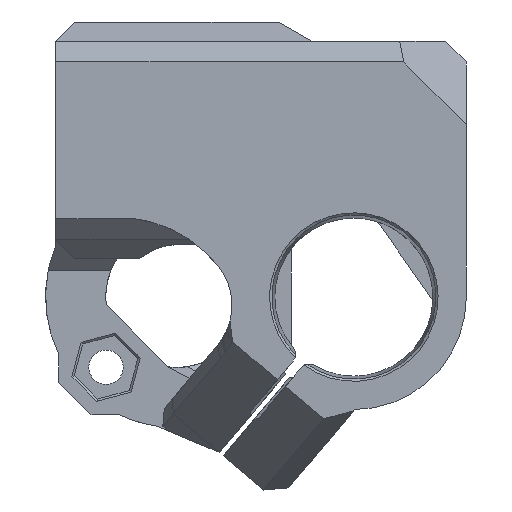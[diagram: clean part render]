
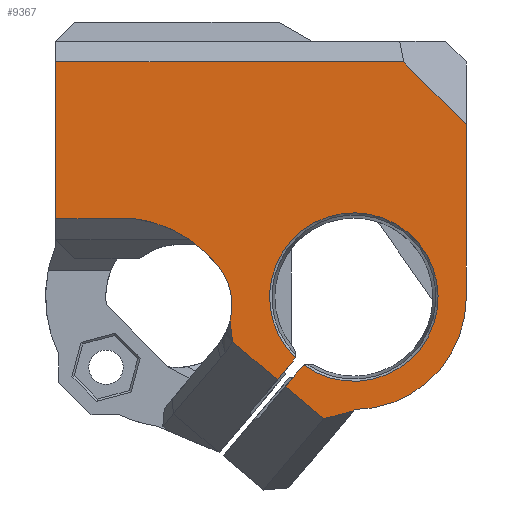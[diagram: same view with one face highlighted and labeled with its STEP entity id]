
A CAD part, front view. The second image highlights one B-rep face of the part: STEP entity #9367.
In plain terms, the highlighted planar face has unit normal (0, -1, 0).
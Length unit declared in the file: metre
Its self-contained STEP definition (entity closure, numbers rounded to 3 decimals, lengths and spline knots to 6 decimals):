
#269=CIRCLE('',#9718,0.010765);
#280=CIRCLE('',#9799,0.006);
#291=CIRCLE('',#9876,0.001);
#293=CIRCLE('',#9879,0.008065);
#300=CIRCLE('',#9891,0.001);
#312=CIRCLE('',#9984,0.012327);
#423=LINE('',#12750,#1411);
#487=LINE('',#12927,#1475);
#539=LINE('',#13059,#1527);
#701=LINE('',#13564,#1689);
#708=LINE('',#13576,#1696);
#713=LINE('',#13586,#1701);
#715=LINE('',#13591,#1703);
#941=LINE('',#14282,#1929);
#947=LINE('',#14293,#1935);
#948=LINE('',#14296,#1936);
#949=LINE('',#14298,#1937);
#1411=VECTOR('',#10278,1.);
#1475=VECTOR('',#10422,1.);
#1527=VECTOR('',#10518,1.);
#1689=VECTOR('',#10860,1.);
#1696=VECTOR('',#10873,1.);
#1701=VECTOR('',#10884,1.);
#1703=VECTOR('',#10888,1.);
#1929=VECTOR('',#11506,1.);
#1935=VECTOR('',#11516,1.);
#1936=VECTOR('',#11521,1.);
#1937=VECTOR('',#11524,1.);
#3825=ORIENTED_EDGE('',*,*,#5917,.T.);
#3826=ORIENTED_EDGE('',*,*,#5255,.T.);
#3827=ORIENTED_EDGE('',*,*,#5916,.T.);
#3828=ORIENTED_EDGE('',*,*,#5866,.F.);
#3829=ORIENTED_EDGE('',*,*,#5562,.F.);
#3830=ORIENTED_EDGE('',*,*,#5571,.F.);
#3831=ORIENTED_EDGE('',*,*,#5339,.F.);
#3832=ORIENTED_EDGE('',*,*,#5601,.T.);
#3833=ORIENTED_EDGE('',*,*,#5714,.F.);
#3834=ORIENTED_EDGE('',*,*,#5700,.F.);
#3835=ORIENTED_EDGE('',*,*,#5695,.F.);
#3836=ORIENTED_EDGE('',*,*,#5599,.T.);
#3837=ORIENTED_EDGE('',*,*,#5587,.T.);
#3838=ORIENTED_EDGE('',*,*,#5594,.F.);
#3839=ORIENTED_EDGE('',*,*,#5402,.F.);
#3840=ORIENTED_EDGE('',*,*,#5396,.T.);
#3841=ORIENTED_EDGE('',*,*,#5915,.T.);
#3842=ORIENTED_EDGE('',*,*,#5909,.F.);
#5255=EDGE_CURVE('',#6626,#6632,#423,.T.);
#5339=EDGE_CURVE('',#6705,#6706,#487,.T.);
#5396=EDGE_CURVE('',#6747,#6754,#269,.T.);
#5402=EDGE_CURVE('',#6747,#6760,#539,.T.);
#5562=EDGE_CURVE('',#6858,#6859,#280,.T.);
#5571=EDGE_CURVE('',#6706,#6858,#7446,.T.);
#5587=EDGE_CURVE('',#6868,#6866,#701,.T.);
#5594=EDGE_CURVE('',#6760,#6866,#708,.T.);
#5599=EDGE_CURVE('',#6871,#6868,#713,.T.);
#5601=EDGE_CURVE('',#6705,#6872,#715,.T.);
#5695=EDGE_CURVE('',#6871,#6927,#291,.T.);
#5700=EDGE_CURVE('',#6927,#6931,#293,.T.);
#5714=EDGE_CURVE('',#6931,#6872,#300,.T.);
#5866=EDGE_CURVE('',#6859,#7028,#312,.T.);
#5909=EDGE_CURVE('',#7050,#7051,#941,.T.);
#5915=EDGE_CURVE('',#6754,#7051,#947,.T.);
#5916=EDGE_CURVE('',#6632,#7028,#948,.T.);
#5917=EDGE_CURVE('',#7050,#6626,#949,.T.);
#6626=VERTEX_POINT('',#12736);
#6632=VERTEX_POINT('',#12749);
#6705=VERTEX_POINT('',#12926);
#6706=VERTEX_POINT('',#12928);
#6747=VERTEX_POINT('',#13032);
#6754=VERTEX_POINT('',#13046);
#6760=VERTEX_POINT('',#13060);
#6858=VERTEX_POINT('',#13401);
#6859=VERTEX_POINT('',#13403);
#6866=VERTEX_POINT('',#13562);
#6868=VERTEX_POINT('',#13565);
#6871=VERTEX_POINT('',#13584);
#6872=VERTEX_POINT('',#13589);
#6927=VERTEX_POINT('',#13807);
#6931=VERTEX_POINT('',#13829);
#7028=VERTEX_POINT('',#14186);
#7050=VERTEX_POINT('',#14281);
#7051=VERTEX_POINT('',#14283);
#7446=B_SPLINE_CURVE_WITH_KNOTS('',3,(#13475,#13476,#13477,#13478),
 .UNSPECIFIED.,.F.,.F.,(4,4),(0.,0.002004),.UNSPECIFIED.);
#7925=EDGE_LOOP('',(#3825,#3826,#3827,#3828,#3829,#3830,#3831,#3832,#3833,
#3834,#3835,#3836,#3837,#3838,#3839,#3840,#3841,#3842));
#8498=FACE_BOUND('',#7925,.T.);
#8972=PLANE('',#10018);
#9367=ADVANCED_FACE('',(#8498),#8972,.T.);
#9718=AXIS2_PLACEMENT_3D('',#13047,#10508,#10509);
#9799=AXIS2_PLACEMENT_3D('',#13402,#10814,#10815);
#9876=AXIS2_PLACEMENT_3D('',#13806,#11070,#11071);
#9879=AXIS2_PLACEMENT_3D('',#13828,#11077,#11078);
#9891=AXIS2_PLACEMENT_3D('',#13876,#11105,#11106);
#9984=AXIS2_PLACEMENT_3D('',#14185,#11414,#11415);
#10018=AXIS2_PLACEMENT_3D('',#14297,#11522,#11523);
#10278=DIRECTION('',(0.,0.,-1.));
#10422=DIRECTION('',(-0.765,0.,0.644));
#10508=DIRECTION('',(0.,-1.,0.));
#10509=DIRECTION('',(-1.,0.,0.));
#10518=DIRECTION('',(-0.644,0.,-0.765));
#10814=DIRECTION('',(0.,-1.,0.));
#10815=DIRECTION('',(1.,0.,-0.014));
#10860=DIRECTION('',(0.765,0.,-0.644));
#10873=DIRECTION('',(-0.968,0.,-0.252));
#10884=DIRECTION('',(-0.644,0.,-0.765));
#10888=DIRECTION('',(0.644,0.,0.765));
#11070=DIRECTION('',(0.,1.,0.));
#11071=DIRECTION('',(-0.172,0.,0.985));
#11077=DIRECTION('',(0.,-1.,0.));
#11078=DIRECTION('',(0.,0.,1.));
#11105=DIRECTION('',(0.,1.,0.));
#11106=DIRECTION('',(1.,0.,-0.003));
#11414=DIRECTION('',(0.,-1.,0.));
#11415=DIRECTION('',(0.979,0.,0.204));
#11506=DIRECTION('',(0.707,0.,-0.707));
#11516=DIRECTION('',(0.,0.,1.));
#11521=DIRECTION('',(1.,0.,0.));
#11522=DIRECTION('',(0.,-1.,0.));
#11523=DIRECTION('',(0.,0.,1.));
#11524=DIRECTION('',(-1.,0.,0.));
#12736=CARTESIAN_POINT('',(0.318114,0.16891,0.36429));
#12749=CARTESIAN_POINT('',(0.318114,0.16891,0.34929));
#12750=CARTESIAN_POINT('',(0.318114,0.16891,0.36629));
#12926=CARTESIAN_POINT('',(0.339327,0.16891,0.333889));
#12927=CARTESIAN_POINT('',(0.340092,0.16891,0.333245));
#12928=CARTESIAN_POINT('',(0.335033,0.16891,0.337507));
#13032=CARTESIAN_POINT('',(0.346722,0.16891,0.331025));
#13046=CARTESIAN_POINT('',(0.357404,0.16891,0.34179));
#13047=CARTESIAN_POINT('',(0.346639,0.16891,0.34179));
#13059=CARTESIAN_POINT('',(0.345174,0.16891,0.329188));
#13060=CARTESIAN_POINT('',(0.346612,0.16891,0.330895));
#13401=CARTESIAN_POINT('',(0.334789,0.16891,0.339496));
#13402=CARTESIAN_POINT('',(0.328984,0.16891,0.341012));
#13403=CARTESIAN_POINT('',(0.333677,0.16891,0.34475));
#13475=CARTESIAN_POINT('',(0.335033,0.16891,0.337507));
#13476=CARTESIAN_POINT('',(0.334995,0.16891,0.338175));
#13477=CARTESIAN_POINT('',(0.334916,0.16891,0.338839));
#13478=CARTESIAN_POINT('',(0.334789,0.16891,0.339496));
#13562=CARTESIAN_POINT('',(0.343763,0.16891,0.330152));
#13564=CARTESIAN_POINT('',(0.340092,0.16891,0.333245));
#13565=CARTESIAN_POINT('',(0.340092,0.16891,0.333245));
#13576=CARTESIAN_POINT('',(0.34054,0.16891,0.329311));
#13584=CARTESIAN_POINT('',(0.341588,0.16891,0.335019));
#13586=CARTESIAN_POINT('',(0.343003,0.16891,0.3367));
#13589=CARTESIAN_POINT('',(0.340823,0.16891,0.335664));
#13591=CARTESIAN_POINT('',(0.346105,0.16891,0.341932));
#13806=CARTESIAN_POINT('',(0.342352,0.16891,0.334375));
#13807=CARTESIAN_POINT('',(0.341898,0.16891,0.335266));
#13828=CARTESIAN_POINT('',(0.346639,0.16891,0.34179));
#13829=CARTESIAN_POINT('',(0.341013,0.16891,0.336011));
#13876=CARTESIAN_POINT('',(0.340058,0.16891,0.336308));
#14185=CARTESIAN_POINT('',(0.324035,0.16891,0.337071));
#14186=CARTESIAN_POINT('',(0.325658,0.16891,0.34929));
#14281=CARTESIAN_POINT('',(0.351404,0.16891,0.36429));
#14282=CARTESIAN_POINT('',(0.354901,0.16891,0.360793));
#14283=CARTESIAN_POINT('',(0.357404,0.16891,0.35829));
#14293=CARTESIAN_POINT('',(0.357404,0.16891,0.34179));
#14296=CARTESIAN_POINT('',(0.327937,0.16891,0.34929));
#14297=CARTESIAN_POINT('',(0.337759,0.16891,0.348658));
#14298=CARTESIAN_POINT('',(0.347582,0.16891,0.36429));
